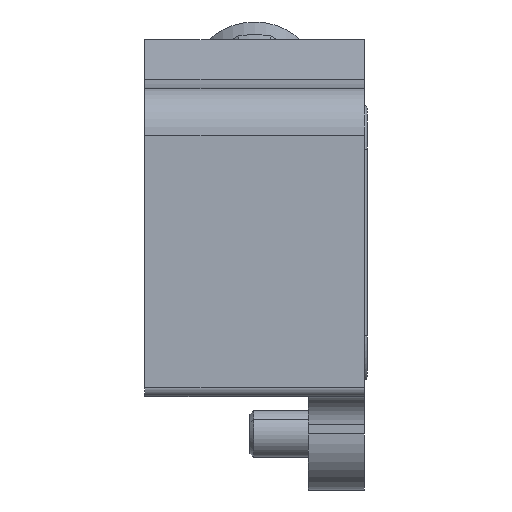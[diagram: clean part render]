
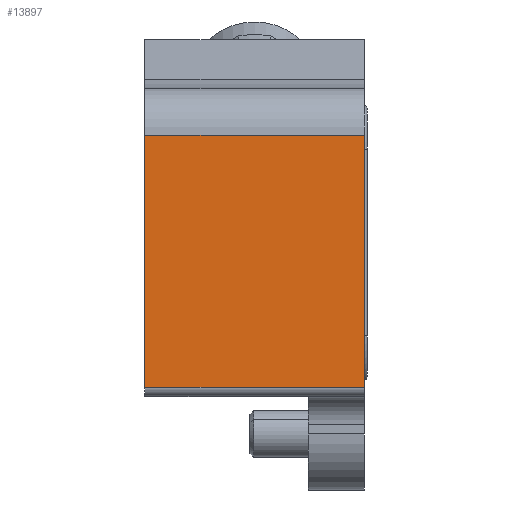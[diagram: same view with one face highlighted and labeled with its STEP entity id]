
A CAD part, left-side view. The second image highlights one B-rep face of the part: STEP entity #13897.
In plain terms, the highlighted planar face has unit normal (-1, 0, 0).
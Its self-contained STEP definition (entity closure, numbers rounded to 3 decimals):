
#341 = DIRECTION ( 'NONE',  ( 0., 0., -1. ) ) ;
#3863 = CARTESIAN_POINT ( 'NONE',  ( -29., -12., 1. ) ) ;
#4317 = VECTOR ( 'NONE', #341, 1000. ) ;
#4552 = PLANE ( 'NONE',  #8398 ) ;
#4761 = VERTEX_POINT ( 'NONE', #16142 ) ;
#5476 = CARTESIAN_POINT ( 'NONE',  ( -29., -12., 28. ) ) ;
#5605 = CARTESIAN_POINT ( 'NONE',  ( -29., -12., 45. ) ) ;
#6512 = FACE_OUTER_BOUND ( 'NONE', #15163, .T. ) ;
#8209 = VERTEX_POINT ( 'NONE', #19247 ) ;
#8398 = AXIS2_PLACEMENT_3D ( 'NONE', #13805, #15340, #18859 ) ;
#9190 = LINE ( 'NONE', #20303, #4317 ) ;
#9416 = CARTESIAN_POINT ( 'NONE',  ( -29., 11.5, 28. ) ) ;
#10219 = EDGE_CURVE ( 'NONE', #4761, #8209, #17944, .T. ) ;
#11345 = ORIENTED_EDGE ( 'NONE', *, *, #15147, .T. ) ;
#12443 = ORIENTED_EDGE ( 'NONE', *, *, #16033, .T. ) ;
#13014 = DIRECTION ( 'NONE',  ( 0., -1., 0. ) ) ;
#13294 = ORIENTED_EDGE ( 'NONE', *, *, #10219, .F. ) ;
#13805 = CARTESIAN_POINT ( 'NONE',  ( -29., -12., 45. ) ) ;
#13897 = ADVANCED_FACE ( 'NONE', ( #6512 ), #4552, .F. ) ;
#14730 = CARTESIAN_POINT ( 'NONE',  ( -29., 11.5, 1. ) ) ;
#15147 = EDGE_CURVE ( 'NONE', #22363, #22007, #9190, .T. ) ;
#15163 = EDGE_LOOP ( 'NONE', ( #11345, #18919, #13294, #12443 ) ) ;
#15340 = DIRECTION ( 'NONE',  ( 1., 0., 0. ) ) ;
#16033 = EDGE_CURVE ( 'NONE', #4761, #22363, #19810, .T. ) ;
#16094 = DIRECTION ( 'NONE',  ( 0., 0., -1. ) ) ;
#16142 = CARTESIAN_POINT ( 'NONE',  ( -29., -12., 28. ) ) ;
#17944 = LINE ( 'NONE', #5605, #19345 ) ;
#18149 = EDGE_CURVE ( 'NONE', #22007, #8209, #18408, .T. ) ;
#18408 = LINE ( 'NONE', #3863, #20587 ) ;
#18859 = DIRECTION ( 'NONE',  ( 0., 0., -1. ) ) ;
#18919 = ORIENTED_EDGE ( 'NONE', *, *, #18149, .T. ) ;
#19247 = CARTESIAN_POINT ( 'NONE',  ( -29., -12., 1. ) ) ;
#19345 = VECTOR ( 'NONE', #16094, 1000. ) ;
#19810 = LINE ( 'NONE', #5476, #20338 ) ;
#20303 = CARTESIAN_POINT ( 'NONE',  ( -29., 11.5, 45. ) ) ;
#20338 = VECTOR ( 'NONE', #21584, 1000. ) ;
#20587 = VECTOR ( 'NONE', #13014, 1000. ) ;
#21584 = DIRECTION ( 'NONE',  ( 0., 1., 0. ) ) ;
#22007 = VERTEX_POINT ( 'NONE', #14730 ) ;
#22363 = VERTEX_POINT ( 'NONE', #9416 ) ;
